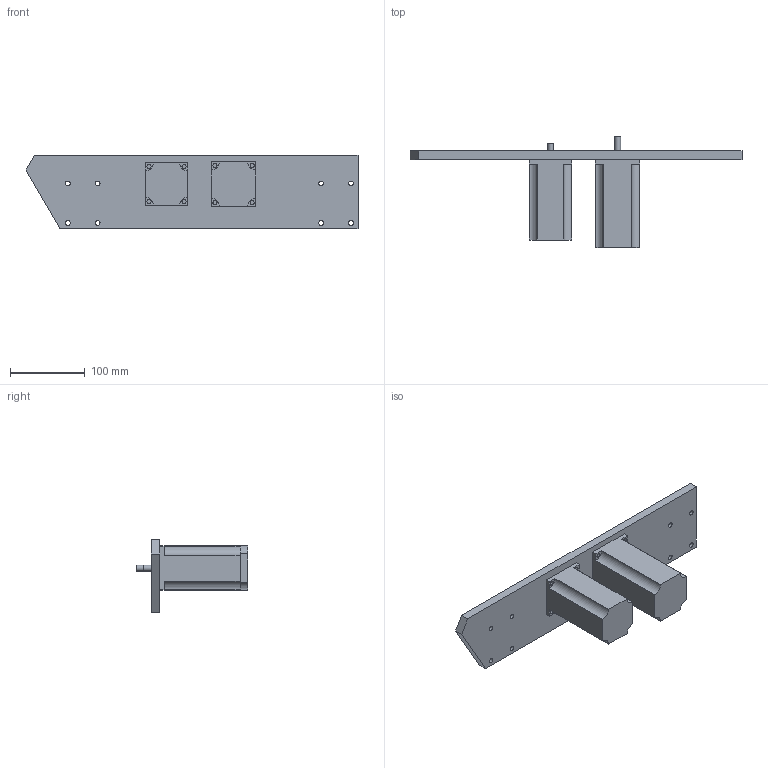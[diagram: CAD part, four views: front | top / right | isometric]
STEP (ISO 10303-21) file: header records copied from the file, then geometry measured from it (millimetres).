
FILE_DESCRIPTION(('FreeCAD Model'),'2;1');
FILE_NAME('Open CASCADE Shape Model','2021-09-10T21:31:43',('Jens Dyvik' ),('DyvikDesign'),'Open CASCADE STEP processor 7.5','FreeCAD', 'Unknown');
FILE_SCHEMA(('AUTOMOTIVE_DESIGN { 1 0 10303 214 1 1 1 1 }'));
Length unit declared in the file: millimetre
Products named in the file (4): X carriage - left; Axis plate X; Nema23 stepper motor001; Nema24 stepper motor
Assembly tree (3 placements, depth 2):
  X carriage - left
    Axis plate X
    Nema23 stepper motor001
    Nema24 stepper motor
Bounding box: 445.61 x 149 x 99 mm (x, y, z)
Volume: 1182380.8 mm3; surface area: 162523.1 mm2
Topology: 3 solids, 3 shells, 59 faces, 147 edges, 98 vertices
Faces by surface type: plane 31, cylinder 28
Full cylindrical faces by diameter (mm): 5.5 x8, 6.5 x8, 8 x2, 38 x2
Entity records: 3915 total; most frequent: CARTESIAN_POINT 838, DIRECTION 557, LINE 297, VECTOR 297, ORIENTED_EDGE 294, PCURVE 294, DEFINITIONAL_REPRESENTATION 294, EDGE_CURVE 147
